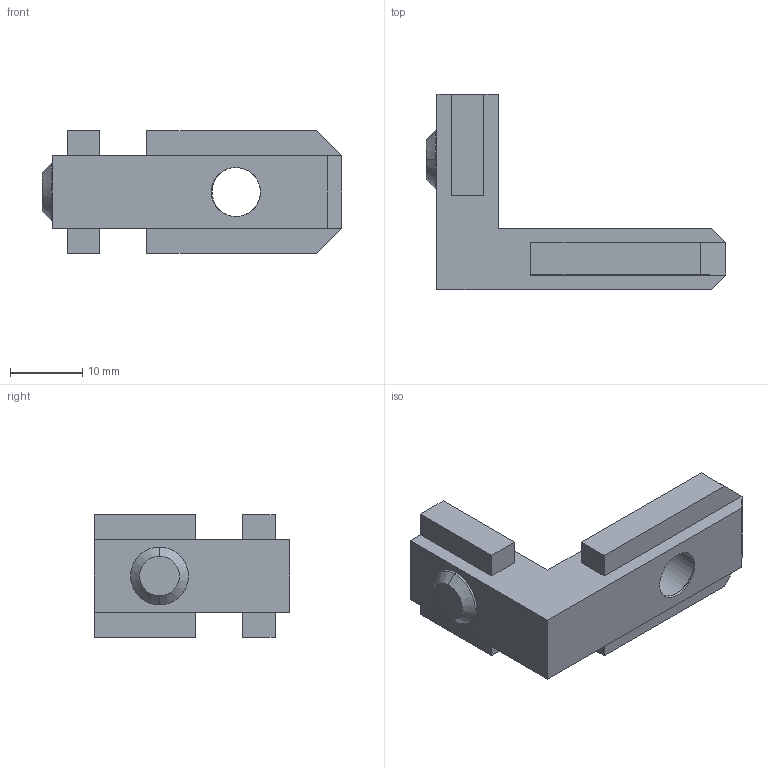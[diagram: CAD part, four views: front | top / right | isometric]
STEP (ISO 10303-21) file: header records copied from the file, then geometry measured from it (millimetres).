
FILE_DESCRIPTION (( 'STEP AP214' ), '1' );
FILE_NAME ('2.04.iba.STEP', '2025-06-14T18:19:56', ( '' ), ( '' ), 'SwSTEP 2.0', 'SolidWorks 2023', '' );
FILE_SCHEMA (( 'AUTOMOTIVE_DESIGN' ));
Length unit declared in the file: millimetre
Products named in the file (1): 2.04.iba
Bounding box: 41.5 x 27 x 17 mm (x, y, z)
Volume: 5879.2 mm3; surface area: 3562.2 mm2
Topology: 2 solids, 2 shells, 53 faces, 128 edges, 80 vertices
Faces by surface type: plane 39, cylinder 8, cone 6
Entity records: 1576 total; most frequent: CARTESIAN_POINT 304, ORIENTED_EDGE 256, DIRECTION 246, EDGE_CURVE 128, LINE 106, VECTOR 106, VERTEX_POINT 80, AXIS2_PLACEMENT_3D 70
